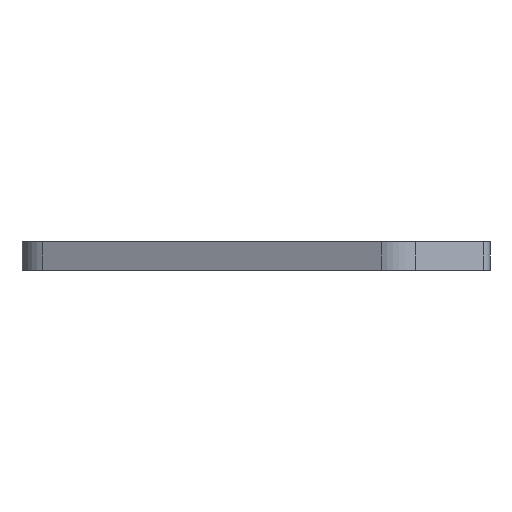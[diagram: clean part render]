
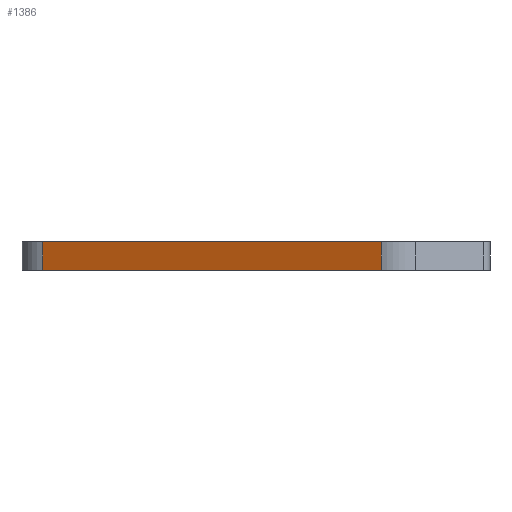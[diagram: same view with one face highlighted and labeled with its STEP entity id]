
A CAD part, left-side view. The second image highlights one B-rep face of the part: STEP entity #1386.
In plain terms, the highlighted planar face has unit normal (-0.906, 0.423, 0).
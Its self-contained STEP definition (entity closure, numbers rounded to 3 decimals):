
#196=FACE_OUTER_BOUND('',#266,.T.);
#266=EDGE_LOOP('',(#1105,#1106,#1107,#1108));
#394=LINE('',#2306,#522);
#395=LINE('',#2309,#523);
#396=LINE('',#2311,#524);
#397=LINE('',#2312,#525);
#522=VECTOR('',#1892,10.);
#523=VECTOR('',#1895,10.);
#524=VECTOR('',#1896,10.);
#525=VECTOR('',#1897,10.);
#659=VERTEX_POINT('',#2302);
#660=VERTEX_POINT('',#2304);
#661=VERTEX_POINT('',#2308);
#662=VERTEX_POINT('',#2310);
#848=EDGE_CURVE('',#659,#660,#394,.T.);
#849=EDGE_CURVE('',#661,#659,#395,.T.);
#850=EDGE_CURVE('',#662,#660,#396,.T.);
#851=EDGE_CURVE('',#661,#662,#397,.T.);
#1105=ORIENTED_EDGE('',*,*,#849,.T.);
#1106=ORIENTED_EDGE('',*,*,#848,.T.);
#1107=ORIENTED_EDGE('',*,*,#850,.F.);
#1108=ORIENTED_EDGE('',*,*,#851,.F.);
#1323=PLANE('',#1532);
#1386=ADVANCED_FACE('',(#196),#1323,.T.);
#1532=AXIS2_PLACEMENT_3D('',#2307,#1893,#1894);
#1892=DIRECTION('',(0.,0.,1.));
#1893=DIRECTION('center_axis',(-0.906,0.423,0.));
#1894=DIRECTION('ref_axis',(-0.423,-0.906,0.));
#1895=DIRECTION('',(-0.423,-0.906,0.));
#1896=DIRECTION('',(-0.423,-0.906,0.));
#1897=DIRECTION('',(0.,0.,1.));
#2302=CARTESIAN_POINT('',(-5.271,4.549,0.));
#2304=CARTESIAN_POINT('',(-5.271,4.549,2.));
#2306=CARTESIAN_POINT('',(-5.271,4.549,0.));
#2307=CARTESIAN_POINT('Origin',(5.717,28.113,0.));
#2308=CARTESIAN_POINT('',(5.717,28.113,0.));
#2309=CARTESIAN_POINT('',(5.717,28.113,0.));
#2310=CARTESIAN_POINT('',(5.717,28.113,2.));
#2311=CARTESIAN_POINT('',(5.717,28.113,2.));
#2312=CARTESIAN_POINT('',(5.717,28.113,0.));
